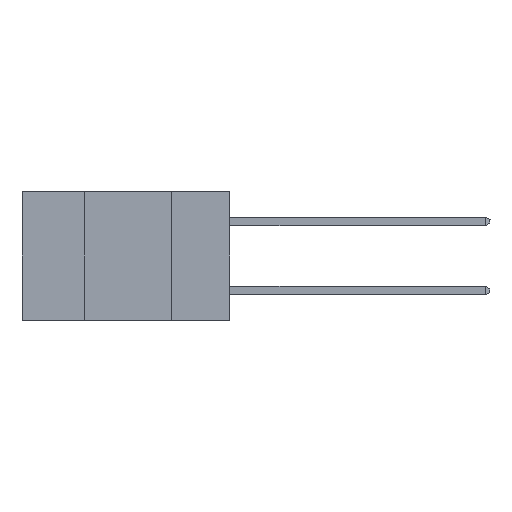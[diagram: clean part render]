
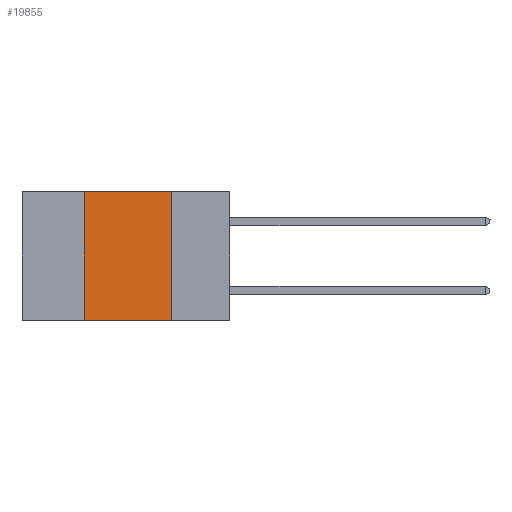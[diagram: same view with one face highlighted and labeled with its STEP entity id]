
A CAD part, left-side view. The second image highlights one B-rep face of the part: STEP entity #19855.
In plain terms, the highlighted planar face has unit normal (-1, 0, 0).
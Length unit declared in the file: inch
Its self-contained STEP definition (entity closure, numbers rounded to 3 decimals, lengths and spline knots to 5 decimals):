
#147 = DIRECTION ( 'NONE',  ( 0., -1., 0. ) ) ;
#760 = VERTEX_POINT ( 'NONE', #7194 ) ;
#1967 = CARTESIAN_POINT ( 'NONE',  ( 0., 0.42, 0. ) ) ;
#1985 = LINE ( 'NONE', #7092, #17593 ) ;
#2423 = EDGE_LOOP ( 'NONE', ( #8580, #16025, #20919, #5079 ) ) ;
#2763 = CARTESIAN_POINT ( 'NONE',  ( 0., 0.17, 0. ) ) ;
#3201 = VERTEX_POINT ( 'NONE', #1967 ) ;
#3208 = AXIS2_PLACEMENT_3D ( 'NONE', #15692, #17866, #23133 ) ;
#3647 = EDGE_CURVE ( 'NONE', #17116, #4517, #5331, .T. ) ;
#3869 = DIRECTION ( 'NONE',  ( 0., 0., 1. ) ) ;
#4517 = VERTEX_POINT ( 'NONE', #16575 ) ;
#5079 = ORIENTED_EDGE ( 'NONE', *, *, #19103, .T. ) ;
#5331 = LINE ( 'NONE', #9607, #11459 ) ;
#6238 = VECTOR ( 'NONE', #3869, 39.37008 ) ;
#7092 = CARTESIAN_POINT ( 'NONE',  ( 0., 0.6, -0.37 ) ) ;
#7194 = CARTESIAN_POINT ( 'NONE',  ( 0., 0.42, -0.37 ) ) ;
#7200 = EDGE_CURVE ( 'NONE', #3201, #17116, #15189, .T. ) ;
#7897 = CARTESIAN_POINT ( 'NONE',  ( 0., 0.42, -0.37 ) ) ;
#8580 = ORIENTED_EDGE ( 'NONE', *, *, #3647, .F. ) ;
#9607 = CARTESIAN_POINT ( 'NONE',  ( 0., 0.17, -0.37 ) ) ;
#11459 = VECTOR ( 'NONE', #17034, 39.37008 ) ;
#12265 = PLANE ( 'NONE',  #3208 ) ;
#12363 = EDGE_CURVE ( 'NONE', #760, #3201, #14829, .T. ) ;
#14829 = LINE ( 'NONE', #7897, #6238 ) ;
#15158 = CARTESIAN_POINT ( 'NONE',  ( 0., 0.6, 0. ) ) ;
#15189 = LINE ( 'NONE', #15158, #17406 ) ;
#15692 = CARTESIAN_POINT ( 'NONE',  ( 0., 0.6, 0. ) ) ;
#16025 = ORIENTED_EDGE ( 'NONE', *, *, #7200, .F. ) ;
#16575 = CARTESIAN_POINT ( 'NONE',  ( 0., 0.17, -0.37 ) ) ;
#17034 = DIRECTION ( 'NONE',  ( 0., 0., -1. ) ) ;
#17116 = VERTEX_POINT ( 'NONE', #2763 ) ;
#17406 = VECTOR ( 'NONE', #20779, 39.37008 ) ;
#17593 = VECTOR ( 'NONE', #147, 39.37008 ) ;
#17866 = DIRECTION ( 'NONE',  ( 1., 0., 0. ) ) ;
#19103 = EDGE_CURVE ( 'NONE', #760, #4517, #1985, .T. ) ;
#19855 = ADVANCED_FACE ( 'NONE', ( #23252 ), #12265, .F. ) ;
#20779 = DIRECTION ( 'NONE',  ( 0., -1., 0. ) ) ;
#20919 = ORIENTED_EDGE ( 'NONE', *, *, #12363, .F. ) ;
#23133 = DIRECTION ( 'NONE',  ( 0., 0., -1. ) ) ;
#23252 = FACE_OUTER_BOUND ( 'NONE', #2423, .T. ) ;
